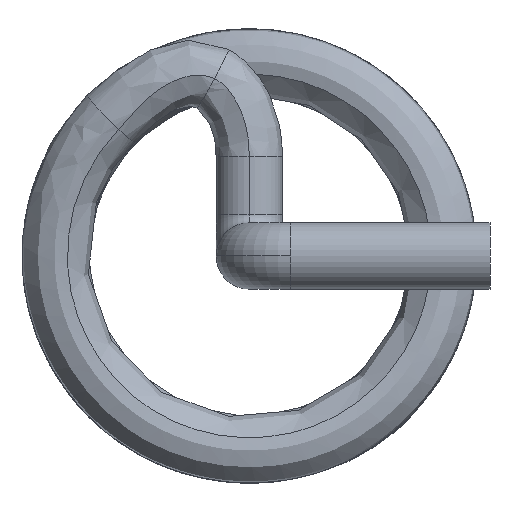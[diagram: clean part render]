
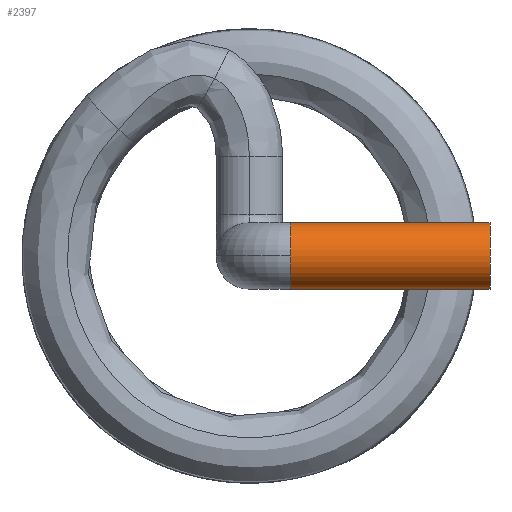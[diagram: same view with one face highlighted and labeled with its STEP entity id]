
A CAD part, front view. The second image highlights one B-rep face of the part: STEP entity #2397.
In plain terms, the highlighted cylindrical face has radius 0.4 mm (diameter 0.8 mm), a partial arc.
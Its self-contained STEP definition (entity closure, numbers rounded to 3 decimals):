
#5 = LINE ( 'NONE', #1528, #507 ) ;
#62 = CYLINDRICAL_SURFACE ( 'NONE', #785, 0.4 ) ;
#125 = VERTEX_POINT ( 'NONE', #567 ) ;
#184 = EDGE_CURVE ( 'NONE', #2652, #125, #1996, .T. ) ;
#265 = DIRECTION ( 'NONE',  ( 0., 0., -1. ) ) ;
#270 = EDGE_CURVE ( 'NONE', #125, #2637, #434, .T. ) ;
#314 = CARTESIAN_POINT ( 'NONE',  ( 0.5, -5.4, 0. ) ) ;
#434 = CIRCLE ( 'NONE', #983, 0.4 ) ;
#507 = VECTOR ( 'NONE', #2048, 1000. ) ;
#509 = CARTESIAN_POINT ( 'NONE',  ( 0.5, -5.4, 0.4 ) ) ;
#567 = CARTESIAN_POINT ( 'NONE',  ( 0.5, -5.8, 0. ) ) ;
#595 = LINE ( 'NONE', #1383, #1083 ) ;
#613 = AXIS2_PLACEMENT_3D ( 'NONE', #1613, #2118, #3129 ) ;
#627 = VERTEX_POINT ( 'NONE', #1907 ) ;
#785 = AXIS2_PLACEMENT_3D ( 'NONE', #2040, #2552, #1318 ) ;
#786 = DIRECTION ( 'NONE',  ( 1., 0., 0. ) ) ;
#983 = AXIS2_PLACEMENT_3D ( 'NONE', #314, #2044, #1057 ) ;
#1003 = ORIENTED_EDGE ( 'NONE', *, *, #2809, .F. ) ;
#1026 = CARTESIAN_POINT ( 'NONE',  ( 0.5, -5.4, 0. ) ) ;
#1057 = DIRECTION ( 'NONE',  ( 0., 0., -1. ) ) ;
#1083 = VECTOR ( 'NONE', #1416, 1000. ) ;
#1318 = DIRECTION ( 'NONE',  ( 0., 0., 1. ) ) ;
#1383 = CARTESIAN_POINT ( 'NONE',  ( 2.9, -5.4, 0.4 ) ) ;
#1416 = DIRECTION ( 'NONE',  ( -1., 0., 0. ) ) ;
#1457 = AXIS2_PLACEMENT_3D ( 'NONE', #1026, #786, #265 ) ;
#1528 = CARTESIAN_POINT ( 'NONE',  ( 2.9, -5.4, -0.4 ) ) ;
#1613 = CARTESIAN_POINT ( 'NONE',  ( 2.9, -5.4, 0. ) ) ;
#1642 = CIRCLE ( 'NONE', #613, 0.4 ) ;
#1666 = ORIENTED_EDGE ( 'NONE', *, *, #2054, .T. ) ;
#1789 = CARTESIAN_POINT ( 'NONE',  ( 0.5, -5.4, -0.4 ) ) ;
#1907 = CARTESIAN_POINT ( 'NONE',  ( 2.9, -5.4, 0.4 ) ) ;
#1996 = CIRCLE ( 'NONE', #1457, 0.4 ) ;
#2040 = CARTESIAN_POINT ( 'NONE',  ( 2.9, -5.4, 0. ) ) ;
#2044 = DIRECTION ( 'NONE',  ( 1., 0., 0. ) ) ;
#2048 = DIRECTION ( 'NONE',  ( -1., 0., 0. ) ) ;
#2054 = EDGE_CURVE ( 'NONE', #627, #2652, #595, .T. ) ;
#2118 = DIRECTION ( 'NONE',  ( 1., 0., 0. ) ) ;
#2254 = VERTEX_POINT ( 'NONE', #2275 ) ;
#2275 = CARTESIAN_POINT ( 'NONE',  ( 2.9, -5.4, -0.4 ) ) ;
#2397 = ADVANCED_FACE ( 'NONE', ( #3071 ), #62, .T. ) ;
#2484 = ORIENTED_EDGE ( 'NONE', *, *, #270, .T. ) ;
#2552 = DIRECTION ( 'NONE',  ( -1., 0., 0. ) ) ;
#2637 = VERTEX_POINT ( 'NONE', #1789 ) ;
#2652 = VERTEX_POINT ( 'NONE', #509 ) ;
#2809 = EDGE_CURVE ( 'NONE', #627, #2254, #1642, .T. ) ;
#2983 = EDGE_LOOP ( 'NONE', ( #3268, #1003, #1666, #3214, #2484 ) ) ;
#3071 = FACE_OUTER_BOUND ( 'NONE', #2983, .T. ) ;
#3129 = DIRECTION ( 'NONE',  ( 0., 0., -1. ) ) ;
#3188 = EDGE_CURVE ( 'NONE', #2254, #2637, #5, .T. ) ;
#3214 = ORIENTED_EDGE ( 'NONE', *, *, #184, .T. ) ;
#3268 = ORIENTED_EDGE ( 'NONE', *, *, #3188, .F. ) ;
